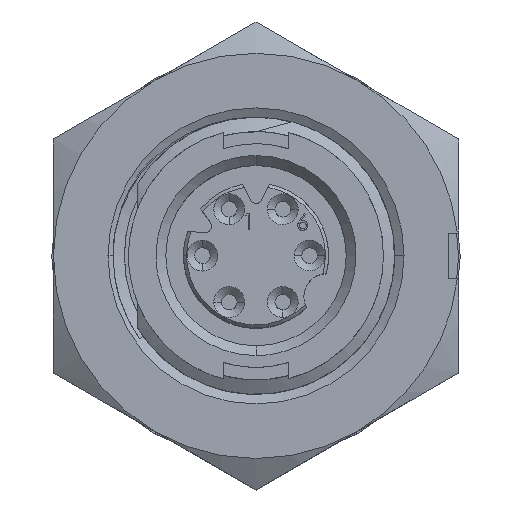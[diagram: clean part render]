
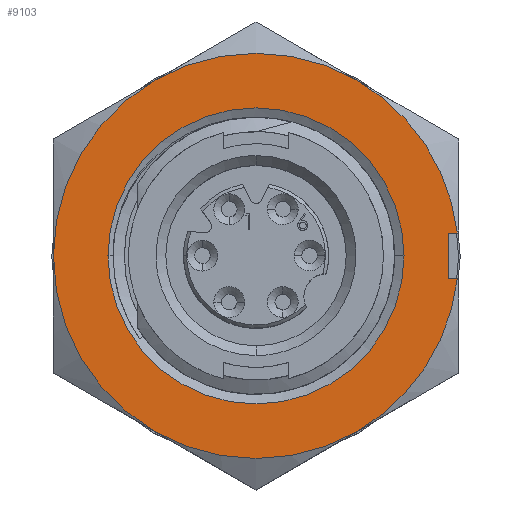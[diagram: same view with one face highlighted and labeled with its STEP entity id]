
A CAD part, top view. The second image highlights one B-rep face of the part: STEP entity #9103.
In plain terms, the highlighted planar face has unit normal (0, 0, 1).
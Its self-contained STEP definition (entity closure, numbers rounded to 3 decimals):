
#141 = VERTEX_POINT ( 'NONE', #15117 ) ;
#1361 = VERTEX_POINT ( 'NONE', #17950 ) ;
#1579 = VERTEX_POINT ( 'NONE', #8735 ) ;
#1871 = CARTESIAN_POINT ( 'NONE',  ( 0., 0., 8.016 ) ) ;
#2336 = DIRECTION ( 'NONE',  ( -1., 0., 0. ) ) ;
#2487 = CIRCLE ( 'NONE', #3777, 5.753 ) ;
#2505 = FACE_OUTER_BOUND ( 'NONE', #4951, .T. ) ;
#2819 = CIRCLE ( 'NONE', #9158, 7.874 ) ;
#2820 = CARTESIAN_POINT ( 'NONE',  ( 5.753, 0., 8.016 ) ) ;
#3138 = CARTESIAN_POINT ( 'NONE',  ( 0., 0., 8.016 ) ) ;
#3258 = DIRECTION ( 'NONE',  ( 0., 0., -1. ) ) ;
#3296 = DIRECTION ( 'NONE',  ( 1., 0., 0. ) ) ;
#3352 = ORIENTED_EDGE ( 'NONE', *, *, #17700, .T. ) ;
#3487 = CARTESIAN_POINT ( 'NONE',  ( 0., 0., 8.016 ) ) ;
#3666 = VERTEX_POINT ( 'NONE', #2820 ) ;
#3777 = AXIS2_PLACEMENT_3D ( 'NONE', #15097, #6483, #16537 ) ;
#3884 = ORIENTED_EDGE ( 'NONE', *, *, #6036, .F. ) ;
#3921 = AXIS2_PLACEMENT_3D ( 'NONE', #3138, #13204, #4596 ) ;
#4159 = EDGE_CURVE ( 'NONE', #9340, #12141, #15221, .T. ) ;
#4340 = CARTESIAN_POINT ( 'NONE',  ( 0., 0., 8.016 ) ) ;
#4418 = VERTEX_POINT ( 'NONE', #9993 ) ;
#4596 = DIRECTION ( 'NONE',  ( -1., 0., 0. ) ) ;
#4831 = CARTESIAN_POINT ( 'NONE',  ( -7.874, 0., 8.016 ) ) ;
#4945 = DIRECTION ( 'NONE',  ( -1., 0., 0. ) ) ;
#4951 = EDGE_LOOP ( 'NONE', ( #7450, #3352, #9303, #5996, #9443, #5035, #16570, #16409, #12451 ) ) ;
#5035 = ORIENTED_EDGE ( 'NONE', *, *, #7746, .F. ) ;
#5282 = CIRCLE ( 'NONE', #12303, 7.874 ) ;
#5730 = EDGE_CURVE ( 'NONE', #17180, #17383, #15653, .T. ) ;
#5790 = DIRECTION ( 'NONE',  ( 0., 1., 0. ) ) ;
#5996 = ORIENTED_EDGE ( 'NONE', *, *, #14452, .F. ) ;
#6036 = EDGE_CURVE ( 'NONE', #3666, #10237, #6650, .T. ) ;
#6113 = EDGE_CURVE ( 'NONE', #141, #1361, #2819, .T. ) ;
#6153 = CARTESIAN_POINT ( 'NONE',  ( 7.493, 0.889, 8.016 ) ) ;
#6221 = PLANE ( 'NONE',  #10594 ) ;
#6286 = CIRCLE ( 'NONE', #3921, 7.874 ) ;
#6318 = LINE ( 'NONE', #6153, #10104 ) ;
#6439 = CARTESIAN_POINT ( 'NONE',  ( 0., 0., 8.016 ) ) ;
#6483 = DIRECTION ( 'NONE',  ( 0., 0., 1. ) ) ;
#6596 = CARTESIAN_POINT ( 'NONE',  ( 8.938, -0.889, 8.016 ) ) ;
#6650 = CIRCLE ( 'NONE', #6829, 5.753 ) ;
#6829 = AXIS2_PLACEMENT_3D ( 'NONE', #1871, #11902, #3296 ) ;
#7041 = AXIS2_PLACEMENT_3D ( 'NONE', #6439, #16495, #7871 ) ;
#7450 = ORIENTED_EDGE ( 'NONE', *, *, #9078, .T. ) ;
#7644 = DIRECTION ( 'NONE',  ( -1., 0., 0. ) ) ;
#7650 = CARTESIAN_POINT ( 'NONE',  ( 0., 0., 8.016 ) ) ;
#7746 = EDGE_CURVE ( 'NONE', #12141, #18400, #5282, .T. ) ;
#7871 = DIRECTION ( 'NONE',  ( -1., 0., 0. ) ) ;
#8135 = DIRECTION ( 'NONE',  ( 1., 0., 0. ) ) ;
#8276 = AXIS2_PLACEMENT_3D ( 'NONE', #4340, #14401, #5790 ) ;
#8723 = EDGE_LOOP ( 'NONE', ( #3884, #17558 ) ) ;
#8735 = CARTESIAN_POINT ( 'NONE',  ( 7.493, 0.889, 8.016 ) ) ;
#9078 = EDGE_CURVE ( 'NONE', #17383, #1579, #6318, .T. ) ;
#9087 = DIRECTION ( 'NONE',  ( -1., 0., 0. ) ) ;
#9103 = ADVANCED_FACE ( 'NONE', ( #13498, #2505 ), #6221, .F. ) ;
#9158 = AXIS2_PLACEMENT_3D ( 'NONE', #3487, #13554, #4945 ) ;
#9172 = CARTESIAN_POINT ( 'NONE',  ( -5.753, 0., 8.016 ) ) ;
#9303 = ORIENTED_EDGE ( 'NONE', *, *, #6113, .F. ) ;
#9340 = VERTEX_POINT ( 'NONE', #16001 ) ;
#9443 = ORIENTED_EDGE ( 'NONE', *, *, #10433, .F. ) ;
#9527 = CARTESIAN_POINT ( 'NONE',  ( -3.937, -6.819, 8.016 ) ) ;
#9993 = CARTESIAN_POINT ( 'NONE',  ( -3.937, 6.819, 8.016 ) ) ;
#10104 = VECTOR ( 'NONE', #14768, 1000. ) ;
#10237 = VERTEX_POINT ( 'NONE', #9172 ) ;
#10321 = EDGE_CURVE ( 'NONE', #17180, #9340, #11445, .T. ) ;
#10433 = EDGE_CURVE ( 'NONE', #18400, #4418, #10997, .T. ) ;
#10552 = EDGE_CURVE ( 'NONE', #10237, #3666, #2487, .T. ) ;
#10594 = AXIS2_PLACEMENT_3D ( 'NONE', #17642, #16268, #7644 ) ;
#10694 = LINE ( 'NONE', #16748, #18378 ) ;
#10997 = CIRCLE ( 'NONE', #15703, 7.874 ) ;
#11445 = CIRCLE ( 'NONE', #7041, 7.874 ) ;
#11798 = VECTOR ( 'NONE', #2336, 1000. ) ;
#11866 = CARTESIAN_POINT ( 'NONE',  ( 0., 0., 8.016 ) ) ;
#11902 = DIRECTION ( 'NONE',  ( 0., 0., 1. ) ) ;
#12141 = VERTEX_POINT ( 'NONE', #9527 ) ;
#12303 = AXIS2_PLACEMENT_3D ( 'NONE', #11866, #3258, #13324 ) ;
#12451 = ORIENTED_EDGE ( 'NONE', *, *, #5730, .T. ) ;
#13204 = DIRECTION ( 'NONE',  ( 0., 0., -1. ) ) ;
#13324 = DIRECTION ( 'NONE',  ( 0., 1., 0. ) ) ;
#13498 = FACE_BOUND ( 'NONE', #8723, .T. ) ;
#13554 = DIRECTION ( 'NONE',  ( 0., 0., -1. ) ) ;
#14401 = DIRECTION ( 'NONE',  ( 0., 0., -1. ) ) ;
#14452 = EDGE_CURVE ( 'NONE', #4418, #141, #6286, .T. ) ;
#14768 = DIRECTION ( 'NONE',  ( 0., 1., 0. ) ) ;
#15097 = CARTESIAN_POINT ( 'NONE',  ( 0., 0., 8.016 ) ) ;
#15117 = CARTESIAN_POINT ( 'NONE',  ( 3.937, 6.819, 8.016 ) ) ;
#15221 = CIRCLE ( 'NONE', #8276, 7.874 ) ;
#15653 = LINE ( 'NONE', #6596, #11798 ) ;
#15703 = AXIS2_PLACEMENT_3D ( 'NONE', #7650, #17715, #9087 ) ;
#15897 = CARTESIAN_POINT ( 'NONE',  ( 7.824, -0.889, 8.016 ) ) ;
#16001 = CARTESIAN_POINT ( 'NONE',  ( 3.937, -6.819, 8.016 ) ) ;
#16268 = DIRECTION ( 'NONE',  ( 0., 0., -1. ) ) ;
#16409 = ORIENTED_EDGE ( 'NONE', *, *, #10321, .F. ) ;
#16495 = DIRECTION ( 'NONE',  ( 0., 0., -1. ) ) ;
#16537 = DIRECTION ( 'NONE',  ( 1., 0., 0. ) ) ;
#16570 = ORIENTED_EDGE ( 'NONE', *, *, #4159, .F. ) ;
#16748 = CARTESIAN_POINT ( 'NONE',  ( 8.938, 0.889, 8.016 ) ) ;
#17180 = VERTEX_POINT ( 'NONE', #15897 ) ;
#17383 = VERTEX_POINT ( 'NONE', #17698 ) ;
#17558 = ORIENTED_EDGE ( 'NONE', *, *, #10552, .F. ) ;
#17642 = CARTESIAN_POINT ( 'NONE',  ( -15.748, 0., 8.016 ) ) ;
#17698 = CARTESIAN_POINT ( 'NONE',  ( 7.493, -0.889, 8.016 ) ) ;
#17700 = EDGE_CURVE ( 'NONE', #1579, #1361, #10694, .T. ) ;
#17715 = DIRECTION ( 'NONE',  ( 0., 0., -1. ) ) ;
#17950 = CARTESIAN_POINT ( 'NONE',  ( 7.824, 0.889, 8.016 ) ) ;
#18378 = VECTOR ( 'NONE', #8135, 1000. ) ;
#18400 = VERTEX_POINT ( 'NONE', #4831 ) ;
